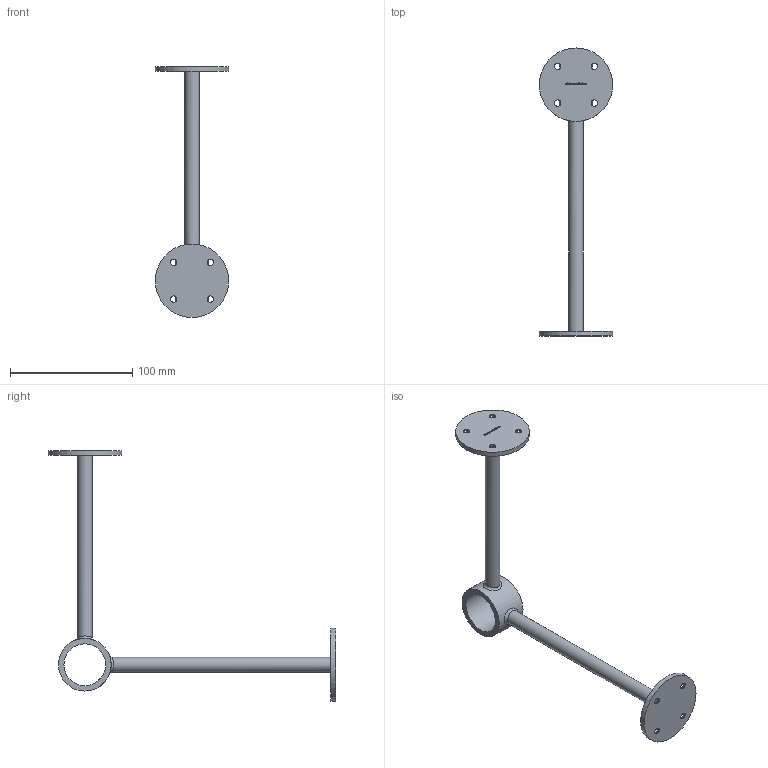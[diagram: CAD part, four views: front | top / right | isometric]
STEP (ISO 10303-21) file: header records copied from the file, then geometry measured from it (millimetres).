
FILE_DESCRIPTION (( 'STEP AP203' ), '1' );
FILE_NAME ('70012-ME.STEP', '2023-12-19T13:00:00', ( '' ), ( '' ), 'SwSTEP 2.0', 'SolidWorks 2018', '' );
FILE_SCHEMA (( 'CONFIG_CONTROL_DESIGN' ));
Length unit declared in the file: millimetre
Products named in the file (3): DIN913_DIN 913 M4x5; 70012-ME Teil1_70012-ME Teil1; 70012-ME
Assembly tree (2 placements, depth 2):
  70012-ME
    70012-ME Teil1_70012-ME Teil1
    DIN913_DIN 913 M4x5
Bounding box: 60 x 235 x 205 mm (x, y, z)
Volume: 72935.6 mm3; surface area: 32812.5 mm2
Topology: 2 solids, 2 shells, 251 faces, 642 edges, 420 vertices
Faces by surface type: plane 142, bspline 74, cylinder 24, cone 11
Full cylindrical faces by diameter (mm): 3.3 x1, 4 x1, 5.2 x8, 10.5 x8, 12 x2, 34.1 x1, 43 x1, 60 x2
Entity records: 12704 total; most frequent: CARTESIAN_POINT 6921, ORIENTED_EDGE 1202, DIRECTION 867, EDGE_CURVE 601, VERTEX_POINT 416, LINE 399, VECTOR 399, EDGE_LOOP 333
